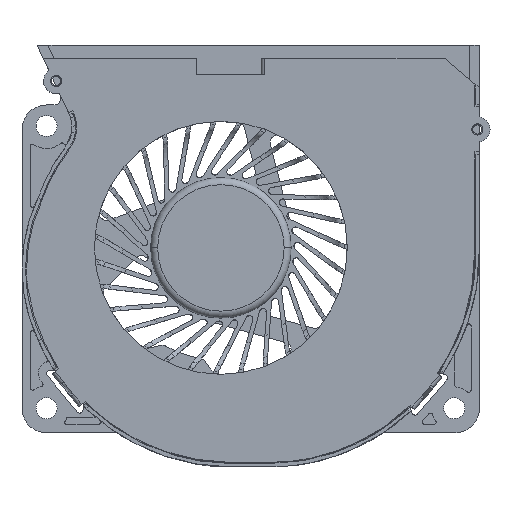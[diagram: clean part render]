
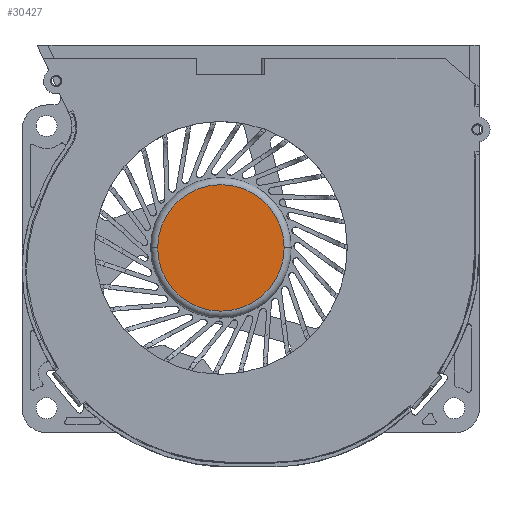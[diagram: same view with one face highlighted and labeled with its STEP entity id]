
A CAD part, top view. The second image highlights one B-rep face of the part: STEP entity #30427.
In plain terms, the highlighted planar face has unit normal (0, 0, 1).
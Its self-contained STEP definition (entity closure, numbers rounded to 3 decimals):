
#20944=CARTESIAN_POINT('',(0.,0.,9.55));
#20945=DIRECTION('',(0.,0.,-1.));
#20946=DIRECTION('',(1.,0.,0.));
#20947=AXIS2_PLACEMENT_3D('',#20944,#20945,#20946);
#20949=CARTESIAN_POINT('',(0.,0.,9.55));
#20950=DIRECTION('',(0.,0.,-1.));
#20951=DIRECTION('',(-1.,0.,0.));
#20952=AXIS2_PLACEMENT_3D('',#20949,#20950,#20951);
#22884=CARTESIAN_POINT('',(-9.,0.,9.55));
#22885=VERTEX_POINT('',#22884);
#22886=CARTESIAN_POINT('',(9.,0.,9.55));
#22887=VERTEX_POINT('',#22886);
#30418=CARTESIAN_POINT('',(0.,0.,9.55));
#30419=DIRECTION('',(0.,0.,1.));
#30420=DIRECTION('',(1.,0.,0.));
#30421=AXIS2_PLACEMENT_3D('',#30418,#30419,#30420);
#30422=PLANE('',#30421);
#30423=ORIENTED_EDGE('',*,*,#30397,.T.);
#30424=ORIENTED_EDGE('',*,*,#30411,.T.);
#30425=EDGE_LOOP('',(#30423,#30424));
#30426=FACE_OUTER_BOUND('',#30425,.F.);
#20948=CIRCLE('',#20947,9.);
#20953=CIRCLE('',#20952,9.);
#30397=EDGE_CURVE('',#22887,#22885,#20948,.T.);
#30411=EDGE_CURVE('',#22885,#22887,#20953,.T.);
#30427=ADVANCED_FACE('',(#30426),#30422,.T.);
